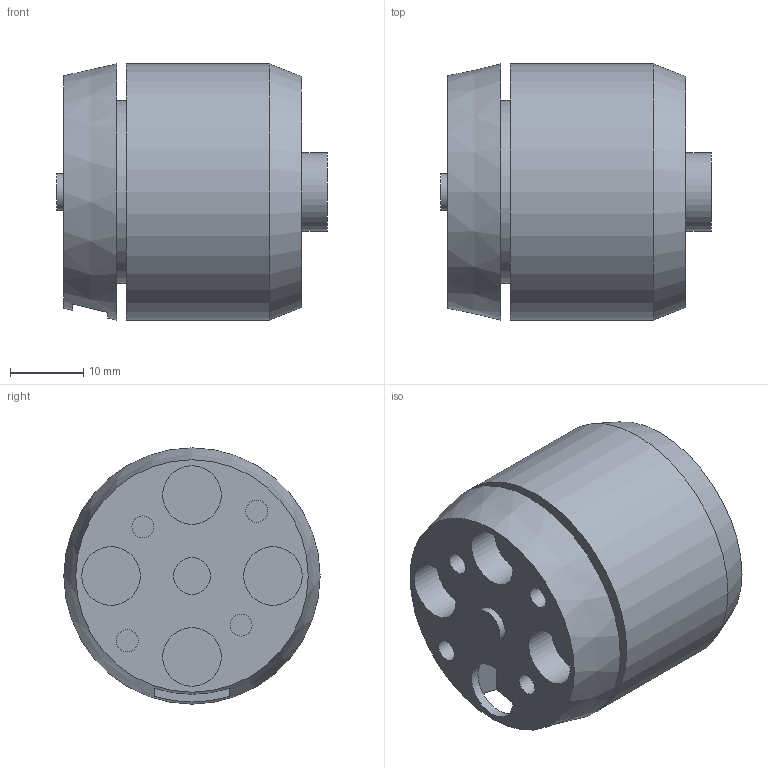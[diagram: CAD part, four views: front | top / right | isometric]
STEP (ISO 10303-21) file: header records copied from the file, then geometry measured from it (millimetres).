
FILE_DESCRIPTION(/* description */ (''),/* implementation_level */ '2;1');
FILE_NAME(/* name */ '3536.step',/* time_stamp */ '2023-05-17T14:29:25-04:00',/* author */ (''),/* organization */ (''),/* preprocessor_version */ 'ST-DEVELOPER v19.2',/* originating_system */ 'Autodesk Translation Framework v12.4.0.73',/* authorisation */ '');
FILE_SCHEMA (('AUTOMOTIVE_DESIGN { 1 0 10303 214 3 1 1 }'));
Length unit declared in the file: millimetre
Products named in the file (1): 3536
Bounding box: 37 x 35 x 35 mm (x, y, z)
Volume: 28245.6 mm3; surface area: 7207.1 mm2
Topology: 1 solids, 1 shells, 38 faces, 62 edges, 41 vertices
Faces by surface type: plane 21, cylinder 15, cone 2
Full cylindrical faces by diameter (mm): 2.5 x3, 3 x4, 5 x1, 8 x4, 10.668 x1, 25 x1, 35 x1
Entity records: 932 total; most frequent: DIRECTION 173, CARTESIAN_POINT 148, ORIENTED_EDGE 124, AXIS2_PLACEMENT_3D 74, EDGE_CURVE 62, EDGE_LOOP 55, VERTEX_POINT 41, FACE_OUTER_BOUND 38
